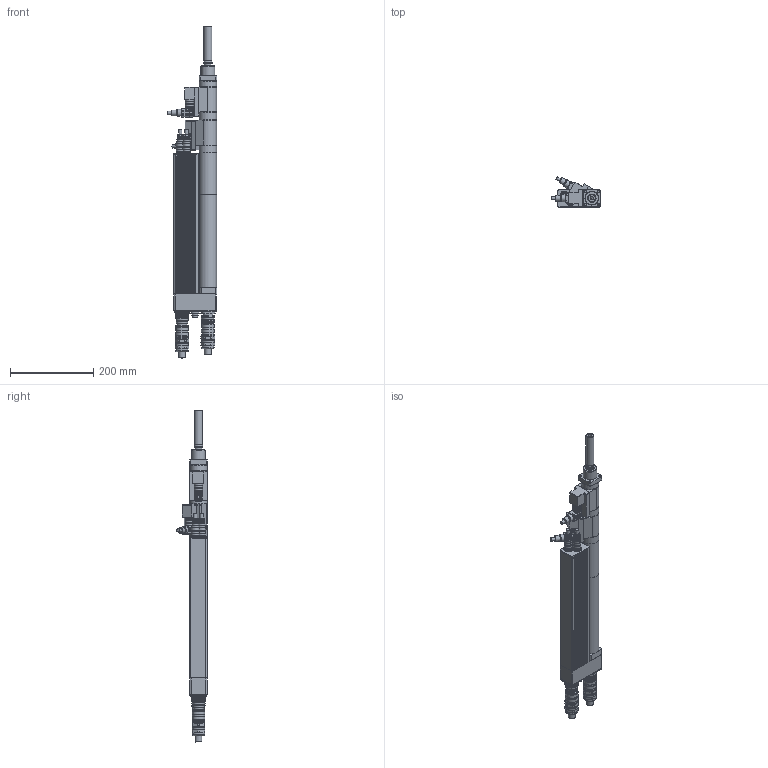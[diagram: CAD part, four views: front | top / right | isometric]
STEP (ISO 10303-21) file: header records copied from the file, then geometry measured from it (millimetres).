
FILE_DESCRIPTION((''),'2;1');
FILE_NAME('947566A9.stp','2011-03-25T14:35:51',('e4c32'),(''),'Autodesk Inventor 11','Autodesk Inventor 11','');
FILE_SCHEMA(('AUTOMOTIVE_DESIGN { 1 0 10303 214 1 1 1 1 }'));
Length unit declared in the file: millimetre
Products named in the file (9): 1K2B-1ZB; 1ZA_IPT_001.ipt_Gerader Abtrieb; 1KYB_IPT_001; 1KXB_IPT_001; 1BTS-XA_IPT_001.ipt_Motor und Getriebe; 961089-002_IPT_001; 961089-002_IPT_002.ipt_Stecker gerade; 961104-005_IPT_002.ipt_Stecker gerade; 961104-005_IPT_001.ipt_Stecker gerade
Assembly tree (10 placements, depth 2):
  1K2B-1ZB
    1ZA_IPT_001.ipt_Gerader Abtrieb
    1KYB_IPT_001
    1KXB_IPT_001
    1BTS-XA_IPT_001.ipt_Motor und Getriebe
    961089-002_IPT_001  x2
    961089-002_IPT_002.ipt_Stecker gerade  x2
    961104-005_IPT_002.ipt_Stecker gerade
    961104-005_IPT_001.ipt_Stecker gerade
Bounding box: 118 x 72.96 x 795.35 mm (x, y, z)
Volume: 2113908.7 mm3; surface area: 260673.6 mm2
Topology: 10 solids, 10 shells, 1258 faces, 3054 edges, 1911 vertices
Faces by surface type: plane 764, cylinder 287, bspline 133, cone 48, torus 26
Full cylindrical faces by diameter (mm): 5.5 x4, 8 x4, 12 x2, 13 x1, 13.4 x2, 13.5 x1, 14 x12, 14.2 x2, 16 x8, 16.5 x4, 17 x3, 17.587 x4, 18 x6, 18.7 x4, 18.934 x1, 19 x1, 19.5 x6, 20 x12, 22.5 x2, 24 x1, 25 x1, 25.5 x1, 26.4 x1, 27.047 x1, 28 x2, 28.5 x1, 29 x1, 29.4 x3, 29.5 x2, 29.8 x4
Entity records: 34066 total; most frequent: CARTESIAN_POINT 8386, ORIENTED_EDGE 5376, DIRECTION 4921, EDGE_CURVE 2688, VERTEX_POINT 1781, VECTOR 1699, LINE 1699, AXIS2_PLACEMENT_3D 1611
